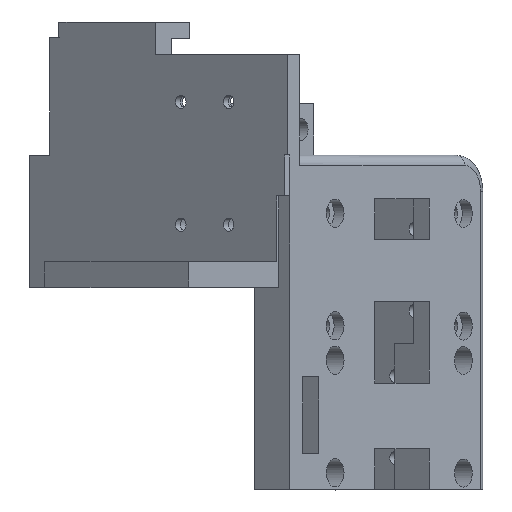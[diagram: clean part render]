
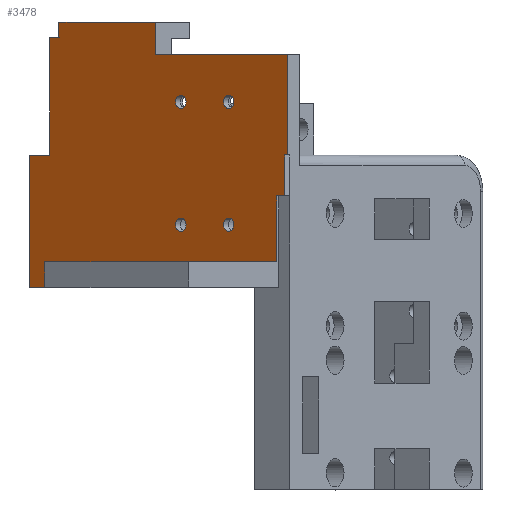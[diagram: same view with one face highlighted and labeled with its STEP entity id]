
A CAD part, top view. The second image highlights one B-rep face of the part: STEP entity #3478.
In plain terms, the highlighted planar face has unit normal (-0.626, 0, 0.78).
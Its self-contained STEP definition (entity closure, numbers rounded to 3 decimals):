
#96=FACE_BOUND('',#648,.T.);
#97=FACE_BOUND('',#649,.T.);
#98=FACE_BOUND('',#650,.T.);
#99=FACE_BOUND('',#651,.T.);
#210=PLANE('',#3796);
#384=FACE_OUTER_BOUND('',#647,.T.);
#647=EDGE_LOOP('',(#2960,#2961,#2962,#2963,#2964,#2965,#2966,#2967,#2968,
#2969,#2970,#2971,#2972,#2973,#2974,#2975));
#648=EDGE_LOOP('',(#2976));
#649=EDGE_LOOP('',(#2977));
#650=EDGE_LOOP('',(#2978));
#651=EDGE_LOOP('',(#2979));
#704=LINE('',#4839,#1024);
#766=LINE('',#5002,#1086);
#768=LINE('',#5006,#1088);
#770=LINE('',#5010,#1090);
#779=LINE('',#5029,#1099);
#829=LINE('',#5153,#1149);
#877=LINE('',#5264,#1197);
#881=LINE('',#5272,#1201);
#954=LINE('',#5530,#1274);
#956=LINE('',#5534,#1276);
#970=LINE('',#5599,#1290);
#977=LINE('',#5617,#1297);
#980=LINE('',#5622,#1300);
#981=LINE('',#5624,#1301);
#982=LINE('',#5625,#1302);
#983=LINE('',#5626,#1303);
#1024=VECTOR('',#3889,10.);
#1086=VECTOR('',#4019,10.);
#1088=VECTOR('',#4023,10.);
#1090=VECTOR('',#4027,10.);
#1099=VECTOR('',#4038,10.);
#1149=VECTOR('',#4150,10.);
#1197=VECTOR('',#4254,10.);
#1201=VECTOR('',#4260,10.);
#1274=VECTOR('',#4565,10.);
#1276=VECTOR('',#4569,10.);
#1290=VECTOR('',#4651,10.);
#1297=VECTOR('',#4670,10.);
#1300=VECTOR('',#4677,10.);
#1301=VECTOR('',#4680,10.);
#1302=VECTOR('',#4681,10.);
#1303=VECTOR('',#4682,10.);
#1433=CIRCLE('',#3797,1.3);
#1434=CIRCLE('',#3798,1.3);
#1435=CIRCLE('',#3799,1.3);
#1436=CIRCLE('',#3800,1.3);
#1474=VERTEX_POINT('',#4836);
#1475=VERTEX_POINT('',#4838);
#1541=VERTEX_POINT('',#4999);
#1542=VERTEX_POINT('',#5001);
#1543=VERTEX_POINT('',#5005);
#1544=VERTEX_POINT('',#5009);
#1552=VERTEX_POINT('',#5026);
#1553=VERTEX_POINT('',#5028);
#1596=VERTEX_POINT('',#5151);
#1631=VERTEX_POINT('',#5262);
#1634=VERTEX_POINT('',#5270);
#1702=VERTEX_POINT('',#5527);
#1703=VERTEX_POINT('',#5529);
#1704=VERTEX_POINT('',#5533);
#1725=VERTEX_POINT('',#5614);
#1726=VERTEX_POINT('',#5616);
#1727=VERTEX_POINT('',#5627);
#1728=VERTEX_POINT('',#5629);
#1729=VERTEX_POINT('',#5631);
#1730=VERTEX_POINT('',#5633);
#1773=EDGE_CURVE('',#1474,#1475,#704,.T.);
#1854=EDGE_CURVE('',#1541,#1542,#766,.T.);
#1856=EDGE_CURVE('',#1543,#1542,#768,.T.);
#1858=EDGE_CURVE('',#1543,#1544,#770,.T.);
#1867=EDGE_CURVE('',#1552,#1553,#779,.T.);
#1931=EDGE_CURVE('',#1596,#1552,#829,.T.);
#1985=EDGE_CURVE('',#1631,#1475,#877,.T.);
#1989=EDGE_CURVE('',#1541,#1634,#881,.T.);
#2108=EDGE_CURVE('',#1702,#1703,#954,.T.);
#2110=EDGE_CURVE('',#1703,#1704,#956,.T.);
#2140=EDGE_CURVE('',#1704,#1596,#970,.T.);
#2149=EDGE_CURVE('',#1726,#1725,#977,.T.);
#2152=EDGE_CURVE('',#1544,#1725,#980,.T.);
#2153=EDGE_CURVE('',#1702,#1631,#981,.T.);
#2154=EDGE_CURVE('',#1726,#1474,#982,.T.);
#2155=EDGE_CURVE('',#1553,#1634,#983,.T.);
#2156=EDGE_CURVE('',#1727,#1727,#1433,.T.);
#2157=EDGE_CURVE('',#1728,#1728,#1434,.T.);
#2158=EDGE_CURVE('',#1729,#1729,#1435,.T.);
#2159=EDGE_CURVE('',#1730,#1730,#1436,.T.);
#2960=ORIENTED_EDGE('',*,*,#1931,.F.);
#2961=ORIENTED_EDGE('',*,*,#2140,.F.);
#2962=ORIENTED_EDGE('',*,*,#2110,.F.);
#2963=ORIENTED_EDGE('',*,*,#2108,.F.);
#2964=ORIENTED_EDGE('',*,*,#2153,.T.);
#2965=ORIENTED_EDGE('',*,*,#1985,.T.);
#2966=ORIENTED_EDGE('',*,*,#1773,.F.);
#2967=ORIENTED_EDGE('',*,*,#2154,.F.);
#2968=ORIENTED_EDGE('',*,*,#2149,.T.);
#2969=ORIENTED_EDGE('',*,*,#2152,.F.);
#2970=ORIENTED_EDGE('',*,*,#1858,.F.);
#2971=ORIENTED_EDGE('',*,*,#1856,.T.);
#2972=ORIENTED_EDGE('',*,*,#1854,.F.);
#2973=ORIENTED_EDGE('',*,*,#1989,.T.);
#2974=ORIENTED_EDGE('',*,*,#2155,.F.);
#2975=ORIENTED_EDGE('',*,*,#1867,.F.);
#2976=ORIENTED_EDGE('',*,*,#2156,.F.);
#2977=ORIENTED_EDGE('',*,*,#2157,.F.);
#2978=ORIENTED_EDGE('',*,*,#2158,.F.);
#2979=ORIENTED_EDGE('',*,*,#2159,.F.);
#3478=ADVANCED_FACE('',(#384,#96,#97,#98,#99),#210,.F.);
#3796=AXIS2_PLACEMENT_3D('',#5623,#4678,#4679);
#3797=AXIS2_PLACEMENT_3D('',#5628,#4683,#4684);
#3798=AXIS2_PLACEMENT_3D('',#5630,#4685,#4686);
#3799=AXIS2_PLACEMENT_3D('',#5632,#4687,#4688);
#3800=AXIS2_PLACEMENT_3D('',#5634,#4689,#4690);
#3889=DIRECTION('',(0.,-1.,0.));
#4019=DIRECTION('',(0.,1.,0.));
#4023=DIRECTION('',(-0.78,0.,-0.626));
#4027=DIRECTION('',(0.,1.,0.));
#4038=DIRECTION('',(-0.78,0.,-0.626));
#4150=DIRECTION('',(0.,-1.,0.));
#4254=DIRECTION('',(0.78,0.,0.626));
#4260=DIRECTION('',(-0.78,0.,-0.626));
#4565=DIRECTION('',(-0.78,0.,-0.626));
#4569=DIRECTION('',(0.,-1.,0.));
#4651=DIRECTION('',(-0.78,0.,-0.626));
#4670=DIRECTION('',(0.,1.,0.));
#4677=DIRECTION('',(0.78,0.,0.626));
#4678=DIRECTION('center_axis',(0.626,0.,-0.78));
#4679=DIRECTION('ref_axis',(-0.78,0.,-0.626));
#4680=DIRECTION('',(0.,1.,0.));
#4681=DIRECTION('',(0.78,0.,0.626));
#4682=DIRECTION('',(0.,1.,0.));
#4683=DIRECTION('center_axis',(-0.626,0.,0.78));
#4684=DIRECTION('ref_axis',(-0.78,0.,-0.626));
#4685=DIRECTION('center_axis',(-0.626,0.,0.78));
#4686=DIRECTION('ref_axis',(-0.78,0.,-0.626));
#4687=DIRECTION('center_axis',(-0.626,0.,0.78));
#4688=DIRECTION('ref_axis',(-0.78,0.,-0.626));
#4689=DIRECTION('center_axis',(-0.626,0.,0.78));
#4690=DIRECTION('ref_axis',(-0.78,0.,-0.626));
#4836=CARTESIAN_POINT('',(43.21,27.65,25.078));
#4838=CARTESIAN_POINT('',(43.21,8.,25.078));
#4839=CARTESIAN_POINT('',(43.21,12.913,25.078));
#4999=CARTESIAN_POINT('',(-3.278,8.,-12.217));
#5001=CARTESIAN_POINT('',(-3.278,31.,-12.217));
#5002=CARTESIAN_POINT('',(-3.278,8.,-12.217));
#5005=CARTESIAN_POINT('',(-1.446,31.,-10.747));
#5006=CARTESIAN_POINT('',(-1.446,31.,-10.747));
#5009=CARTESIAN_POINT('',(-1.446,34.,-10.747));
#5010=CARTESIAN_POINT('',(-1.446,8.,-10.747));
#5026=CARTESIAN_POINT('',(2.067,-17.85,-7.93));
#5028=CARTESIAN_POINT('',(-7.265,-17.85,-15.416));
#5029=CARTESIAN_POINT('',(-1.438,-17.85,-10.741));
#5151=CARTESIAN_POINT('',(2.067,-12.85,-7.93));
#5153=CARTESIAN_POINT('',(2.067,-8.925,-7.93));
#5262=CARTESIAN_POINT('',(42.658,8.,24.636));
#5264=CARTESIAN_POINT('',(41.067,8.,23.359));
#5270=CARTESIAN_POINT('',(-7.265,8.,-15.416));
#5272=CARTESIAN_POINT('',(42.658,8.,24.636));
#5527=CARTESIAN_POINT('',(42.658,0.,24.636));
#5529=CARTESIAN_POINT('',(41.067,0.,23.359));
#5530=CARTESIAN_POINT('',(42.658,0.,24.636));
#5533=CARTESIAN_POINT('',(41.067,-12.85,23.359));
#5534=CARTESIAN_POINT('',(41.067,0.,23.359));
#5599=CARTESIAN_POINT('',(26.425,-12.85,11.612));
#5614=CARTESIAN_POINT('',(17.353,34.,4.334));
#5616=CARTESIAN_POINT('',(17.353,27.65,4.334));
#5617=CARTESIAN_POINT('',(17.353,14.5,4.334));
#5622=CARTESIAN_POINT('',(-1.446,34.,-10.747));
#5623=CARTESIAN_POINT('Origin',(42.658,0.,24.636));
#5624=CARTESIAN_POINT('',(42.658,0.,24.636));
#5625=CARTESIAN_POINT('',(41.067,27.65,23.359));
#5626=CARTESIAN_POINT('',(-7.265,0.,-15.416));
#5627=CARTESIAN_POINT('',(23.361,-5.6,9.154));
#5628=CARTESIAN_POINT('Origin',(22.347,-5.6,8.341));
#5629=CARTESIAN_POINT('',(32.721,-5.6,16.663));
#5630=CARTESIAN_POINT('Origin',(31.707,-5.6,15.85));
#5631=CARTESIAN_POINT('',(23.361,18.4,9.154));
#5632=CARTESIAN_POINT('Origin',(22.347,18.4,8.341));
#5633=CARTESIAN_POINT('',(32.721,18.4,16.663));
#5634=CARTESIAN_POINT('Origin',(31.707,18.4,15.85));
